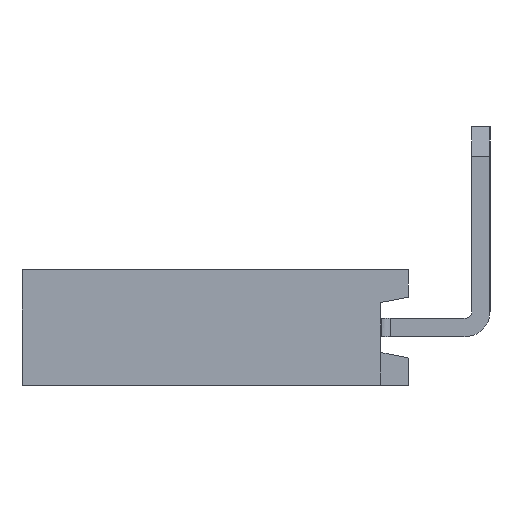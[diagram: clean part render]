
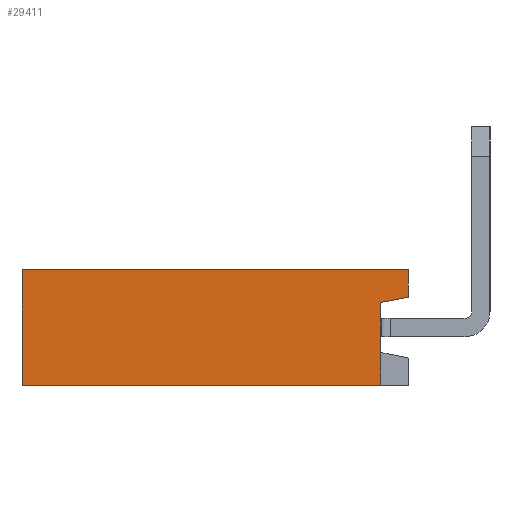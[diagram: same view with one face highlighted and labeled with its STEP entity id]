
A CAD part, left-side view. The second image highlights one B-rep face of the part: STEP entity #29411.
In plain terms, the highlighted planar face has unit normal (-1, 0, 0).
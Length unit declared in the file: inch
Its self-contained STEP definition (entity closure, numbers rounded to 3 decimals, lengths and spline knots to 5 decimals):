
#94 = DIRECTION ( 'NONE',  ( -1., 0., 0. ) ) ;
#2991 = ORIENTED_EDGE ( 'NONE', *, *, #14099, .F. ) ;
#3042 = EDGE_CURVE ( 'NONE', #7575, #17038, #22113, .T. ) ;
#4064 = CARTESIAN_POINT ( 'NONE',  ( 0., -0.00669, 0. ) ) ;
#4217 = CARTESIAN_POINT ( 'NONE',  ( 0., 0.33465, -0.1 ) ) ;
#4387 = CARTESIAN_POINT ( 'NONE',  ( 0., 0.02362, -0.07165 ) ) ;
#5699 = LINE ( 'NONE', #4064, #30656 ) ;
#7009 = CARTESIAN_POINT ( 'NONE',  ( 0., 0.02362, -0.0811 ) ) ;
#7575 = VERTEX_POINT ( 'NONE', #15251 ) ;
#7832 = ORIENTED_EDGE ( 'NONE', *, *, #14038, .T. ) ;
#10047 = VECTOR ( 'NONE', #36108, 39.37008 ) ;
#11742 = CARTESIAN_POINT ( 'NONE',  ( 0., 0.33465, 0. ) ) ;
#12284 = ORIENTED_EDGE ( 'NONE', *, *, #3042, .T. ) ;
#12755 = VERTEX_POINT ( 'NONE', #34850 ) ;
#13224 = LINE ( 'NONE', #39308, #32324 ) ;
#14038 = EDGE_CURVE ( 'NONE', #41041, #12755, #13224, .T. ) ;
#14099 = EDGE_CURVE ( 'NONE', #39971, #26622, #37137, .T. ) ;
#15251 = CARTESIAN_POINT ( 'NONE',  ( 0., 0.02362, -0.1 ) ) ;
#15905 = ORIENTED_EDGE ( 'NONE', *, *, #25362, .T. ) ;
#16604 = VERTEX_POINT ( 'NONE', #21008 ) ;
#16833 = AXIS2_PLACEMENT_3D ( 'NONE', #27140, #94, #23876 ) ;
#17038 = VERTEX_POINT ( 'NONE', #4387 ) ;
#17253 = CARTESIAN_POINT ( 'NONE',  ( 0., 0.02362, -0.1 ) ) ;
#17381 = CARTESIAN_POINT ( 'NONE',  ( 0., 0.02362, -0.204 ) ) ;
#18757 = CARTESIAN_POINT ( 'NONE',  ( 0., 0., -0.02362 ) ) ;
#18880 = DIRECTION ( 'NONE',  ( 0., 0., 1. ) ) ;
#20211 = CARTESIAN_POINT ( 'NONE',  ( 0., 0.02362, -0.1 ) ) ;
#20505 = PLANE ( 'NONE',  #16833 ) ;
#20744 = VECTOR ( 'NONE', #42015, 39.37008 ) ;
#21008 = CARTESIAN_POINT ( 'NONE',  ( 0., 0.02362, -0.02835 ) ) ;
#21232 = VECTOR ( 'NONE', #37916, 39.37008 ) ;
#22113 = B_SPLINE_CURVE_WITH_KNOTS ( 'NONE', 3,
 ( #17253, #34180, #7009, #41111 ),
 .UNSPECIFIED., .F., .F.,
 ( 4, 4 ),
 ( 0., 1. ),
 .UNSPECIFIED. ) ;
#23876 = DIRECTION ( 'NONE',  ( 0., 0., 1. ) ) ;
#23887 = ORIENTED_EDGE ( 'NONE', *, *, #43067, .T. ) ;
#24352 = EDGE_LOOP ( 'NONE', ( #15905, #2991, #33965, #12284, #23887, #33970, #7832 ) ) ;
#25362 = EDGE_CURVE ( 'NONE', #12755, #26622, #5699, .T. ) ;
#26622 = VERTEX_POINT ( 'NONE', #11742 ) ;
#27140 = CARTESIAN_POINT ( 'NONE',  ( 0., -0.00669, -0.204 ) ) ;
#29411 = ADVANCED_FACE ( 'NONE', ( #35816 ), #20505, .T. ) ;
#30656 = VECTOR ( 'NONE', #41481, 39.37008 ) ;
#30816 = LINE ( 'NONE', #31632, #20744 ) ;
#31217 = EDGE_CURVE ( 'NONE', #16604, #41041, #30816, .T. ) ;
#31632 = CARTESIAN_POINT ( 'NONE',  ( 0., 0.02573, -0.02877 ) ) ;
#32324 = VECTOR ( 'NONE', #18880, 39.37008 ) ;
#32669 = CARTESIAN_POINT ( 'NONE',  ( 0., 0.33465, 0.004 ) ) ;
#33916 = VECTOR ( 'NONE', #37163, 39.37008 ) ;
#33965 = ORIENTED_EDGE ( 'NONE', *, *, #37211, .F. ) ;
#33970 = ORIENTED_EDGE ( 'NONE', *, *, #31217, .T. ) ;
#34180 = CARTESIAN_POINT ( 'NONE',  ( 0., 0.02362, -0.09055 ) ) ;
#34850 = CARTESIAN_POINT ( 'NONE',  ( 0., 0., 0. ) ) ;
#34986 = LINE ( 'NONE', #20211, #33916 ) ;
#35816 = FACE_OUTER_BOUND ( 'NONE', #24352, .T. ) ;
#36108 = DIRECTION ( 'NONE',  ( 0., 0., 1. ) ) ;
#37137 = LINE ( 'NONE', #32669, #10047 ) ;
#37163 = DIRECTION ( 'NONE',  ( 0., 1., 0. ) ) ;
#37211 = EDGE_CURVE ( 'NONE', #7575, #39971, #34986, .T. ) ;
#37916 = DIRECTION ( 'NONE',  ( 0., 0., 1. ) ) ;
#39308 = CARTESIAN_POINT ( 'NONE',  ( 0., 0., 0.004 ) ) ;
#39402 = LINE ( 'NONE', #17381, #21232 ) ;
#39971 = VERTEX_POINT ( 'NONE', #4217 ) ;
#41041 = VERTEX_POINT ( 'NONE', #18757 ) ;
#41111 = CARTESIAN_POINT ( 'NONE',  ( 0., 0.02362, -0.07165 ) ) ;
#41481 = DIRECTION ( 'NONE',  ( 0., 1., 0. ) ) ;
#42015 = DIRECTION ( 'NONE',  ( 0., -0.981, 0.196 ) ) ;
#43067 = EDGE_CURVE ( 'NONE', #17038, #16604, #39402, .T. ) ;
